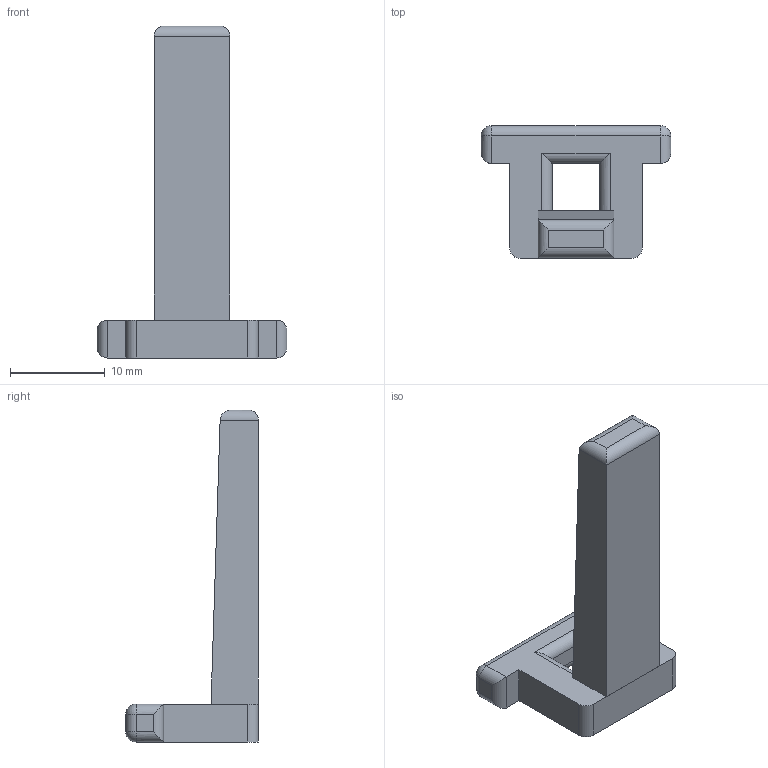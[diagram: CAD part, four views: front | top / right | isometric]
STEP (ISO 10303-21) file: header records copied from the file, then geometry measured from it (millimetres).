
FILE_DESCRIPTION(('FreeCAD Model'),'2;1');
FILE_NAME('LatchpinFinal.step', '2018-05-15T22:42:29',('Author'),(''), 'Open CASCADE STEP processor 7.2','FreeCAD','Unknown');
FILE_SCHEMA(('AUTOMOTIVE_DESIGN { 1 0 10303 214 1 1 1 1 }'));
Length unit declared in the file: millimetre
Products named in the file (2): Fillet001; Fillet
Bounding box: 20 x 14 x 35 mm (x, y, z)
Volume: 1861.2 mm3; surface area: 1522.2 mm2
Topology: 2 solids, 2 shells, 47 faces, 111 edges, 64 vertices
Faces by surface type: cylinder 23, plane 20, sphere 4
Entity records: 3220 total; most frequent: CARTESIAN_POINT 713, DIRECTION 401, LINE 233, VECTOR 233, ORIENTED_EDGE 214, PCURVE 214, DEFINITIONAL_REPRESENTATION 214, EDGE_CURVE 107
